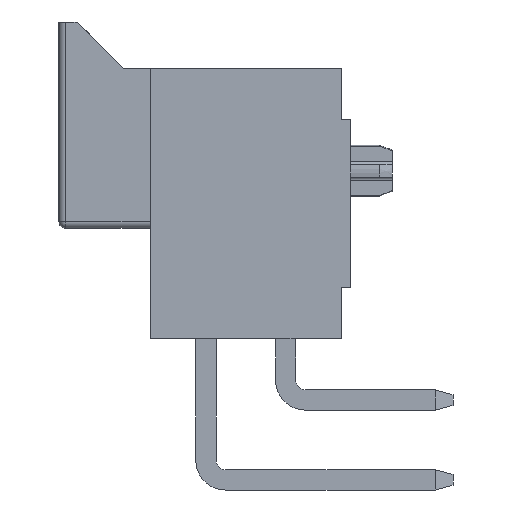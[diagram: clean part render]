
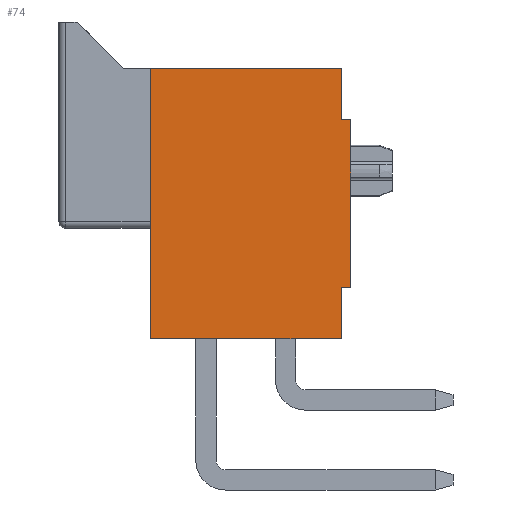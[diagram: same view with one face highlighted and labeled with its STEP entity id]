
A CAD part, left-side view. The second image highlights one B-rep face of the part: STEP entity #74.
In plain terms, the highlighted planar face has unit normal (-1, 0, 0).
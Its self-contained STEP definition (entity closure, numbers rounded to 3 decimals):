
#74=ADVANCED_FACE('',(#299),#300,.T.);
#299=FACE_OUTER_BOUND('',#724,.T.);
#300=PLANE('',#725);
#724=EDGE_LOOP('',(#1240,#1241,#1242,#1243,#1244,#1245,#1246,#1247));
#725=AXIS2_PLACEMENT_3D('',#1248,#1249,#1250);
#1240=ORIENTED_EDGE('',*,*,#2880,.T.);
#1241=ORIENTED_EDGE('',*,*,#2881,.F.);
#1242=ORIENTED_EDGE('',*,*,#2882,.F.);
#1243=ORIENTED_EDGE('',*,*,#2847,.T.);
#1244=ORIENTED_EDGE('',*,*,#2883,.T.);
#1245=ORIENTED_EDGE('',*,*,#2884,.F.);
#1246=ORIENTED_EDGE('',*,*,#2885,.F.);
#1247=ORIENTED_EDGE('',*,*,#2843,.T.);
#1248=CARTESIAN_POINT('',(-2.97,-2.99,-4.23));
#1249=DIRECTION('',(-1.0,0.0,0.0));
#1250=DIRECTION('',(0.0,0.0,1.0));
#2843=EDGE_CURVE('',#3445,#3443,#3446,.T.);
#2847=EDGE_CURVE('',#3431,#3451,#3453,.T.);
#2880=EDGE_CURVE('',#3443,#3514,#3515,.T.);
#2881=EDGE_CURVE('',#3516,#3514,#3517,.T.);
#2882=EDGE_CURVE('',#3431,#3516,#3518,.T.);
#2883=EDGE_CURVE('',#3451,#3519,#3520,.T.);
#2884=EDGE_CURVE('',#3521,#3519,#3522,.T.);
#2885=EDGE_CURVE('',#3445,#3521,#3523,.T.);
#3431=VERTEX_POINT('',#4329);
#3443=VERTEX_POINT('',#4347);
#3445=VERTEX_POINT('',#4350);
#3446=LINE('',#4351,#4352);
#3451=VERTEX_POINT('',#4359);
#3453=LINE('',#4362,#4363);
#3514=VERTEX_POINT('',#4440);
#3515=LINE('',#4441,#4442);
#3516=VERTEX_POINT('',#4443);
#3517=LINE('',#4444,#4445);
#3518=LINE('',#4446,#4447);
#3519=VERTEX_POINT('',#4448);
#3520=LINE('',#4449,#4450);
#3521=VERTEX_POINT('',#4451);
#3522=LINE('',#4452,#4453);
#3523=LINE('',#4454,#4455);
#4329=CARTESIAN_POINT('',(-2.97,-2.99,-4.23));
#4347=CARTESIAN_POINT('',(-2.97,-2.99,4.23));
#4350=CARTESIAN_POINT('',(-2.97,-2.99,2.63));
#4351=CARTESIAN_POINT('',(-2.97,-2.99,2.63));
#4352=VECTOR('',#5667,1.6);
#4359=CARTESIAN_POINT('',(-2.97,-2.99,-2.63));
#4362=CARTESIAN_POINT('',(-2.97,-2.99,-4.23));
#4363=VECTOR('',#5671,1.6);
#4440=CARTESIAN_POINT('',(-2.97,2.99,4.23));
#4441=CARTESIAN_POINT('',(-2.97,-2.99,4.23));
#4442=VECTOR('',#5736,5.98);
#4443=CARTESIAN_POINT('',(-2.97,2.99,-4.23));
#4444=CARTESIAN_POINT('',(-2.97,2.99,-4.23));
#4445=VECTOR('',#5737,8.46);
#4446=CARTESIAN_POINT('',(-2.97,-2.99,-4.23));
#4447=VECTOR('',#5738,5.98);
#4448=CARTESIAN_POINT('',(-2.97,-3.29,-2.63));
#4449=CARTESIAN_POINT('',(-2.97,-2.99,-2.63));
#4450=VECTOR('',#5739,0.3);
#4451=CARTESIAN_POINT('',(-2.97,-3.29,2.63));
#4452=CARTESIAN_POINT('',(-2.97,-3.29,2.63));
#4453=VECTOR('',#5740,5.26);
#4454=CARTESIAN_POINT('',(-2.97,-2.99,2.63));
#4455=VECTOR('',#5741,0.3);
#5667=DIRECTION('',(0.0,0.0,1.0));
#5671=DIRECTION('',(0.0,0.0,1.0));
#5736=DIRECTION('',(0.0,1.0,0.0));
#5737=DIRECTION('',(0.0,0.0,1.0));
#5738=DIRECTION('',(0.0,1.0,0.0));
#5739=DIRECTION('',(0.0,-1.0,0.0));
#5740=DIRECTION('',(0.0,0.0,-1.0));
#5741=DIRECTION('',(0.0,-1.0,0.0));
